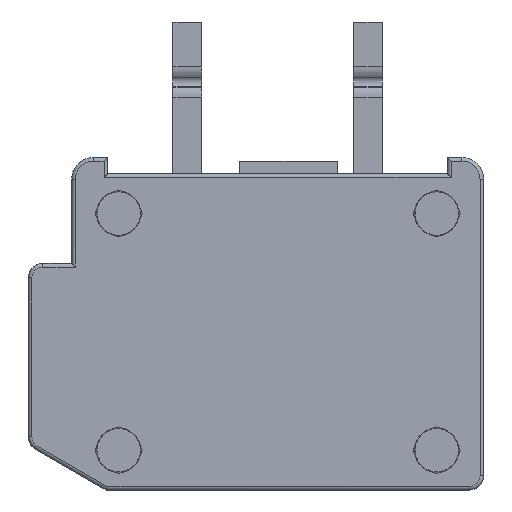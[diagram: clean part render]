
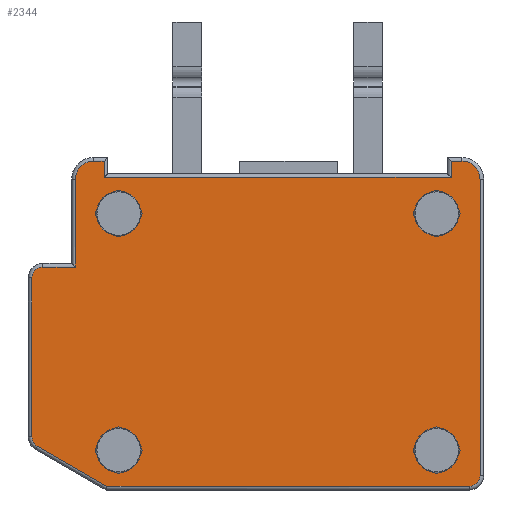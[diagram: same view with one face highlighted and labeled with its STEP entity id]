
A CAD part, left-side view. The second image highlights one B-rep face of the part: STEP entity #2344.
In plain terms, the highlighted planar face has unit normal (-1, 0, 0).
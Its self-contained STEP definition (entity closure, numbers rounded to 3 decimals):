
#33=CARTESIAN_POINT('',(-5.45,-5.,-8.1));
#34=DIRECTION('',(1.,0.,0.));
#35=DIRECTION('',(0.,0.,-1.));
#36=AXIS2_PLACEMENT_3D('',#33,#34,#35);
#38=CARTESIAN_POINT('',(-5.45,-5.,-8.1));
#39=DIRECTION('',(1.,0.,0.));
#40=DIRECTION('',(0.,0.,1.));
#41=AXIS2_PLACEMENT_3D('',#38,#39,#40);
#43=CARTESIAN_POINT('',(-5.45,3.8,-8.1));
#44=DIRECTION('',(1.,0.,0.));
#45=DIRECTION('',(0.,0.,-1.));
#46=AXIS2_PLACEMENT_3D('',#43,#44,#45);
#48=CARTESIAN_POINT('',(-5.45,3.8,-8.1));
#49=DIRECTION('',(1.,0.,0.));
#50=DIRECTION('',(0.,0.,1.));
#51=AXIS2_PLACEMENT_3D('',#48,#49,#50);
#53=CARTESIAN_POINT('',(-5.45,-5.,-1.55));
#54=DIRECTION('',(1.,0.,0.));
#55=DIRECTION('',(0.,0.,-1.));
#56=AXIS2_PLACEMENT_3D('',#53,#54,#55);
#58=CARTESIAN_POINT('',(-5.45,-5.,-1.55));
#59=DIRECTION('',(1.,0.,0.));
#60=DIRECTION('',(0.,0.,1.));
#61=AXIS2_PLACEMENT_3D('',#58,#59,#60);
#63=CARTESIAN_POINT('',(-5.45,3.8,-1.55));
#64=DIRECTION('',(1.,0.,0.));
#65=DIRECTION('',(0.,0.,-1.));
#66=AXIS2_PLACEMENT_3D('',#63,#64,#65);
#68=CARTESIAN_POINT('',(-5.45,3.8,-1.55));
#69=DIRECTION('',(1.,0.,0.));
#70=DIRECTION('',(0.,0.,1.));
#71=AXIS2_PLACEMENT_3D('',#68,#69,#70);
#73=DIRECTION('',(0.,0.,1.));
#74=VECTOR('',#73,4.398);
#75=CARTESIAN_POINT('',(-5.45,6.2,-7.728));
#76=LINE('',#75,#74);
#77=CARTESIAN_POINT('',(-5.45,5.9,-3.33));
#78=DIRECTION('',(-1.,0.,0.));
#79=DIRECTION('',(0.,0.,1.));
#80=AXIS2_PLACEMENT_3D('',#77,#78,#79);
#82=DIRECTION('',(0.,1.,0.));
#83=VECTOR('',#82,0.9);
#84=CARTESIAN_POINT('',(-5.45,5.,-3.03));
#85=LINE('',#84,#83);
#86=DIRECTION('',(0.,0.,-1.));
#87=VECTOR('',#86,2.43);
#88=CARTESIAN_POINT('',(-5.45,5.,-0.6));
#89=LINE('',#88,#87);
#90=CARTESIAN_POINT('',(-5.45,4.5,-0.6));
#91=DIRECTION('',(-1.,0.,0.));
#92=DIRECTION('',(0.,0.,1.));
#93=AXIS2_PLACEMENT_3D('',#90,#91,#92);
#95=DIRECTION('',(0.,-1.,0.));
#96=VECTOR('',#95,0.3);
#97=CARTESIAN_POINT('',(-5.45,4.5,-0.1));
#98=LINE('',#97,#96);
#99=DIRECTION('',(0.,0.,1.));
#100=VECTOR('',#99,0.45);
#101=CARTESIAN_POINT('',(-5.45,4.2,-0.55));
#102=LINE('',#101,#100);
#103=DIRECTION('',(0.,-1.,0.));
#104=VECTOR('',#103,9.6);
#105=CARTESIAN_POINT('',(-5.45,4.2,-0.55));
#106=LINE('',#105,#104);
#107=DIRECTION('',(0.,0.,-1.));
#108=VECTOR('',#107,0.45);
#109=CARTESIAN_POINT('',(-5.45,-5.4,-0.1));
#110=LINE('',#109,#108);
#111=DIRECTION('',(0.,-1.,0.));
#112=VECTOR('',#111,0.3);
#113=CARTESIAN_POINT('',(-5.45,-5.4,-0.1));
#114=LINE('',#113,#112);
#115=CARTESIAN_POINT('',(-5.45,-5.7,-0.6));
#116=DIRECTION('',(-1.,0.,0.));
#117=DIRECTION('',(0.,-1.,0.));
#118=AXIS2_PLACEMENT_3D('',#115,#116,#117);
#120=DIRECTION('',(0.,0.,-1.));
#121=VECTOR('',#120,8.2);
#122=CARTESIAN_POINT('',(-5.45,-6.2,-0.6));
#123=LINE('',#122,#121);
#124=CARTESIAN_POINT('',(-5.45,-5.9,-8.8));
#125=DIRECTION('',(-1.,0.,0.));
#126=DIRECTION('',(0.,0.,-1.));
#127=AXIS2_PLACEMENT_3D('',#124,#125,#126);
#129=DIRECTION('',(0.,-1.,0.));
#130=VECTOR('',#129,10.023);
#131=CARTESIAN_POINT('',(-5.45,4.123,-9.1));
#132=LINE('',#131,#130);
#133=DIRECTION('',(0.,-0.866,-0.5));
#134=VECTOR('',#133,2.225);
#135=CARTESIAN_POINT('',(-5.45,6.05,-7.988));
#136=LINE('',#135,#134);
#137=CARTESIAN_POINT('',(-5.45,5.9,-7.728));
#138=DIRECTION('',(-1.,0.,0.));
#139=DIRECTION('',(0.,1.,0.));
#140=AXIS2_PLACEMENT_3D('',#137,#138,#139);
#1761=CARTESIAN_POINT('',(-5.45,-5.,-8.716));
#1762=CARTESIAN_POINT('',(-5.45,-5.,-7.484));
#1763=VERTEX_POINT('',#1761);
#1764=VERTEX_POINT('',#1762);
#1769=CARTESIAN_POINT('',(-5.45,3.8,-8.716));
#1770=CARTESIAN_POINT('',(-5.45,3.8,-7.484));
#1771=VERTEX_POINT('',#1769);
#1772=VERTEX_POINT('',#1770);
#1777=CARTESIAN_POINT('',(-5.45,-5.,-2.166));
#1778=CARTESIAN_POINT('',(-5.45,-5.,-0.934));
#1779=VERTEX_POINT('',#1777);
#1780=VERTEX_POINT('',#1778);
#1785=CARTESIAN_POINT('',(-5.45,3.8,-2.166));
#1786=CARTESIAN_POINT('',(-5.45,3.8,-0.934));
#1787=VERTEX_POINT('',#1785);
#1788=VERTEX_POINT('',#1786);
#1815=CARTESIAN_POINT('',(-5.45,6.2,-7.728));
#1816=CARTESIAN_POINT('',(-5.45,6.2,-3.33));
#1817=VERTEX_POINT('',#1815);
#1818=VERTEX_POINT('',#1816);
#1821=CARTESIAN_POINT('',(-5.45,6.05,-7.988));
#1822=CARTESIAN_POINT('',(-5.45,4.123,-9.1));
#1823=VERTEX_POINT('',#1821);
#1824=VERTEX_POINT('',#1822);
#1825=CARTESIAN_POINT('',(-5.45,5.,-3.03));
#1826=CARTESIAN_POINT('',(-5.45,5.9,-3.03));
#1827=VERTEX_POINT('',#1825);
#1828=VERTEX_POINT('',#1826);
#1837=CARTESIAN_POINT('',(-5.45,-6.2,-0.6));
#1838=CARTESIAN_POINT('',(-5.45,-6.2,-8.8));
#1839=VERTEX_POINT('',#1837);
#1840=VERTEX_POINT('',#1838);
#1847=CARTESIAN_POINT('',(-5.45,-5.9,-9.1));
#1848=VERTEX_POINT('',#1847);
#1853=CARTESIAN_POINT('',(-5.45,4.5,-0.1));
#1854=CARTESIAN_POINT('',(-5.45,4.2,-0.1));
#1855=VERTEX_POINT('',#1853);
#1856=VERTEX_POINT('',#1854);
#1859=CARTESIAN_POINT('',(-5.45,4.2,-0.55));
#1860=VERTEX_POINT('',#1859);
#1863=CARTESIAN_POINT('',(-5.45,-5.4,-0.55));
#1864=VERTEX_POINT('',#1863);
#1869=CARTESIAN_POINT('',(-5.45,-5.4,-0.1));
#1870=VERTEX_POINT('',#1869);
#1873=CARTESIAN_POINT('',(-5.45,-5.7,-0.1));
#1874=VERTEX_POINT('',#1873);
#1875=CARTESIAN_POINT('',(-5.45,5.,-0.6));
#1876=VERTEX_POINT('',#1875);
#2283=CARTESIAN_POINT('',(-5.45,-6.3,-9.2));
#2284=DIRECTION('',(-1.,0.,0.));
#2285=DIRECTION('',(0.,0.,1.));
#2286=AXIS2_PLACEMENT_3D('',#2283,#2284,#2285);
#2287=PLANE('',#2286);
#2289=ORIENTED_EDGE('',*,*,#2288,.T.);
#2291=ORIENTED_EDGE('',*,*,#2290,.F.);
#2293=ORIENTED_EDGE('',*,*,#2292,.F.);
#2295=ORIENTED_EDGE('',*,*,#2294,.F.);
#2297=ORIENTED_EDGE('',*,*,#2296,.F.);
#2299=ORIENTED_EDGE('',*,*,#2298,.T.);
#2301=ORIENTED_EDGE('',*,*,#2300,.F.);
#2303=ORIENTED_EDGE('',*,*,#2302,.T.);
#2305=ORIENTED_EDGE('',*,*,#2304,.F.);
#2307=ORIENTED_EDGE('',*,*,#2306,.T.);
#2309=ORIENTED_EDGE('',*,*,#2308,.F.);
#2310=ORIENTED_EDGE('',*,*,#2261,.T.);
#2311=ORIENTED_EDGE('',*,*,#2273,.F.);
#2313=ORIENTED_EDGE('',*,*,#2312,.F.);
#2315=ORIENTED_EDGE('',*,*,#2314,.F.);
#2317=ORIENTED_EDGE('',*,*,#2316,.F.);
#2318=EDGE_LOOP('',(#2289,#2291,#2293,#2295,#2297,#2299,#2301,#2303,#2305,#2307,
#2309,#2310,#2311,#2313,#2315,#2317));
#2319=FACE_OUTER_BOUND('',#2318,.F.);
#2321=ORIENTED_EDGE('',*,*,#2320,.F.);
#2323=ORIENTED_EDGE('',*,*,#2322,.F.);
#2324=EDGE_LOOP('',(#2321,#2323));
#2325=FACE_BOUND('',#2324,.F.);
#2327=ORIENTED_EDGE('',*,*,#2326,.F.);
#2329=ORIENTED_EDGE('',*,*,#2328,.F.);
#2330=EDGE_LOOP('',(#2327,#2329));
#2331=FACE_BOUND('',#2330,.F.);
#2333=ORIENTED_EDGE('',*,*,#2332,.F.);
#2335=ORIENTED_EDGE('',*,*,#2334,.F.);
#2336=EDGE_LOOP('',(#2333,#2335));
#2337=FACE_BOUND('',#2336,.F.);
#2339=ORIENTED_EDGE('',*,*,#2338,.F.);
#2341=ORIENTED_EDGE('',*,*,#2340,.F.);
#2342=EDGE_LOOP('',(#2339,#2341));
#2343=FACE_BOUND('',#2342,.F.);
#37=CIRCLE('',#36,0.616);
#42=CIRCLE('',#41,0.616);
#47=CIRCLE('',#46,0.616);
#52=CIRCLE('',#51,0.616);
#57=CIRCLE('',#56,0.616);
#62=CIRCLE('',#61,0.616);
#67=CIRCLE('',#66,0.616);
#72=CIRCLE('',#71,0.616);
#81=CIRCLE('',#80,0.3);
#94=CIRCLE('',#93,0.5);
#119=CIRCLE('',#118,0.5);
#128=CIRCLE('',#127,0.3);
#141=CIRCLE('',#140,0.3);
#2261=EDGE_CURVE('',#1839,#1840,#123,.T.);
#2273=EDGE_CURVE('',#1848,#1840,#128,.T.);
#2288=EDGE_CURVE('',#1817,#1818,#76,.T.);
#2290=EDGE_CURVE('',#1828,#1818,#81,.T.);
#2292=EDGE_CURVE('',#1827,#1828,#85,.T.);
#2294=EDGE_CURVE('',#1876,#1827,#89,.T.);
#2296=EDGE_CURVE('',#1855,#1876,#94,.T.);
#2298=EDGE_CURVE('',#1855,#1856,#98,.T.);
#2300=EDGE_CURVE('',#1860,#1856,#102,.T.);
#2302=EDGE_CURVE('',#1860,#1864,#106,.T.);
#2304=EDGE_CURVE('',#1870,#1864,#110,.T.);
#2306=EDGE_CURVE('',#1870,#1874,#114,.T.);
#2308=EDGE_CURVE('',#1839,#1874,#119,.T.);
#2312=EDGE_CURVE('',#1824,#1848,#132,.T.);
#2314=EDGE_CURVE('',#1823,#1824,#136,.T.);
#2316=EDGE_CURVE('',#1817,#1823,#141,.T.);
#2320=EDGE_CURVE('',#1771,#1772,#47,.T.);
#2322=EDGE_CURVE('',#1772,#1771,#52,.T.);
#2326=EDGE_CURVE('',#1779,#1780,#57,.T.);
#2328=EDGE_CURVE('',#1780,#1779,#62,.T.);
#2332=EDGE_CURVE('',#1787,#1788,#67,.T.);
#2334=EDGE_CURVE('',#1788,#1787,#72,.T.);
#2338=EDGE_CURVE('',#1763,#1764,#37,.T.);
#2340=EDGE_CURVE('',#1764,#1763,#42,.T.);
#2344=ADVANCED_FACE('',(#2319,#2325,#2331,#2337,#2343),#2287,.T.);
